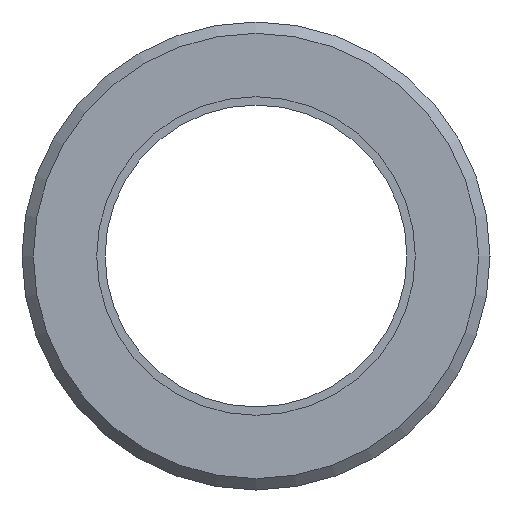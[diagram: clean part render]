
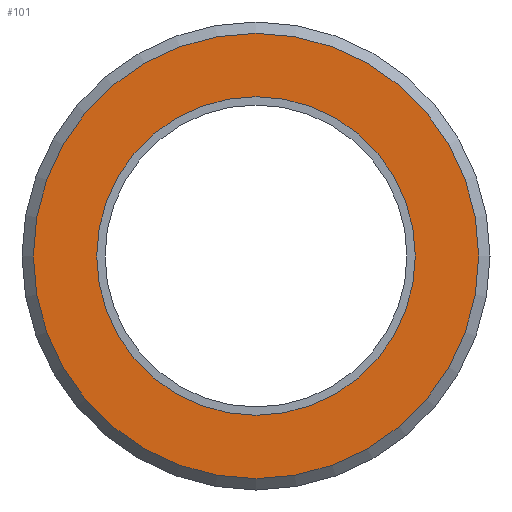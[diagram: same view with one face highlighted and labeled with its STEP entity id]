
A CAD part, left-side view. The second image highlights one B-rep face of the part: STEP entity #101.
In plain terms, the highlighted face is planar.
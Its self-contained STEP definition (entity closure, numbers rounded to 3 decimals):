
#101 = ADVANCED_FACE( '', ( #208, #209 ), #210, .T. );
#208 = FACE_OUTER_BOUND( '', #310, .T. );
#209 = FACE_BOUND( '', #311, .T. );
#210 = PLANE( '', #312 );
#310 = EDGE_LOOP( '', ( #432 ) );
#311 = EDGE_LOOP( '', ( #433 ) );
#312 = AXIS2_PLACEMENT_3D( '', #434, #435, #436 );
#432 = ORIENTED_EDGE( '', *, *, #488, .T. );
#433 = ORIENTED_EDGE( '', *, *, #490, .F. );
#434 = CARTESIAN_POINT( '', ( 151., 21.1, 0. ) );
#435 = DIRECTION( '', ( 1., 0., 0. ) );
#436 = DIRECTION( '', ( 0., 0., -1. ) );
#488 = EDGE_CURVE( '', #544, #544, #545, .T. );
#490 = EDGE_CURVE( '', #547, #547, #548, .T. );
#544 = VERTEX_POINT( '', #610 );
#545 = CIRCLE( '', #611, 29.5 );
#547 = VERTEX_POINT( '', #613 );
#548 = CIRCLE( '', #614, 21.1 );
#610 = CARTESIAN_POINT( '', ( 151., 0., -29.5 ) );
#611 = AXIS2_PLACEMENT_3D( '', #680, #681, #682 );
#613 = CARTESIAN_POINT( '', ( 151., 0., -21.1 ) );
#614 = AXIS2_PLACEMENT_3D( '', #683, #684, #685 );
#680 = CARTESIAN_POINT( '', ( 151., 0., 0. ) );
#681 = DIRECTION( '', ( 1., 0., 0. ) );
#682 = DIRECTION( '', ( 0., 0., -1. ) );
#683 = CARTESIAN_POINT( '', ( 151., 0., 0. ) );
#684 = DIRECTION( '', ( 1., 0., 0. ) );
#685 = DIRECTION( '', ( 0., 0., -1. ) );
